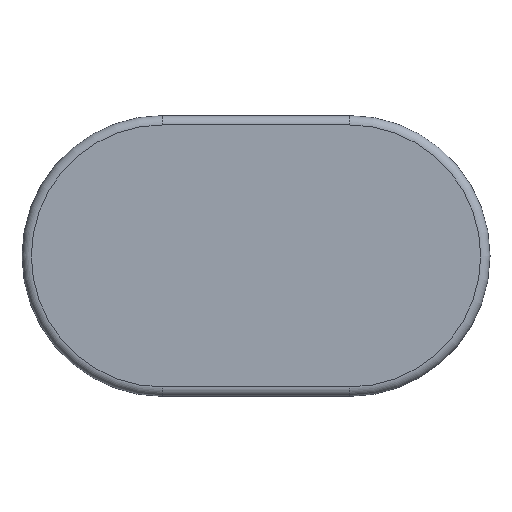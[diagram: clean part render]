
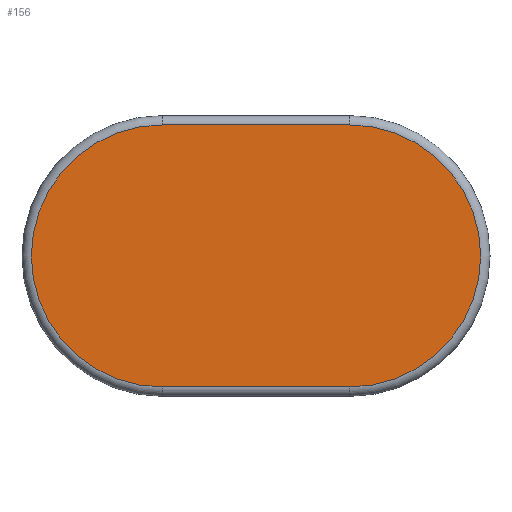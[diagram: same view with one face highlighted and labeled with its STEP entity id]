
A CAD part, top view. The second image highlights one B-rep face of the part: STEP entity #156.
In plain terms, the highlighted planar face has unit normal (0, 0, 1).
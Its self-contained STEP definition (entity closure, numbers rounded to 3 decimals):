
#156 = ADVANCED_FACE( '', ( #345 ), #346, .T. );
#345 = FACE_OUTER_BOUND( '', #570, .T. );
#346 = PLANE( '', #571 );
#570 = EDGE_LOOP( '', ( #947, #948, #949, #950 ) );
#571 = AXIS2_PLACEMENT_3D( '', #951, #952, #953 );
#947 = ORIENTED_EDGE( '', *, *, #1391, .T. );
#948 = ORIENTED_EDGE( '', *, *, #1401, .T. );
#949 = ORIENTED_EDGE( '', *, *, #1402, .T. );
#950 = ORIENTED_EDGE( '', *, *, #1403, .T. );
#951 = CARTESIAN_POINT( '', ( -10., 0., 17. ) );
#952 = DIRECTION( '', ( 0., 0., 1. ) );
#953 = DIRECTION( '', ( 1., 0., 0. ) );
#1391 = EDGE_CURVE( '', #1685, #1689, #1691, .T. );
#1401 = EDGE_CURVE( '', #1689, #1705, #1706, .T. );
#1402 = EDGE_CURVE( '', #1705, #1707, #1708, .T. );
#1403 = EDGE_CURVE( '', #1707, #1685, #1709, .T. );
#1685 = VERTEX_POINT( '', #2084 );
#1689 = VERTEX_POINT( '', #2088 );
#1691 = CIRCLE( '', #2090, 14. );
#1705 = VERTEX_POINT( '', #2108 );
#1706 = LINE( '', #2109, #2110 );
#1707 = VERTEX_POINT( '', #2111 );
#1708 = CIRCLE( '', #2112, 14. );
#1709 = LINE( '', #2113, #2114 );
#2084 = CARTESIAN_POINT( '', ( 10., -14., 17. ) );
#2088 = CARTESIAN_POINT( '', ( 10., 14., 17. ) );
#2090 = AXIS2_PLACEMENT_3D( '', #2373, #2374, #2375 );
#2108 = CARTESIAN_POINT( '', ( -10., 14., 17. ) );
#2109 = CARTESIAN_POINT( '', ( -10., 14., 17. ) );
#2110 = VECTOR( '', #2386, 1000. );
#2111 = CARTESIAN_POINT( '', ( -10., -14., 17. ) );
#2112 = AXIS2_PLACEMENT_3D( '', #2387, #2388, #2389 );
#2113 = CARTESIAN_POINT( '', ( 10., -14., 17. ) );
#2114 = VECTOR( '', #2390, 1000. );
#2373 = CARTESIAN_POINT( '', ( 10., 0., 17. ) );
#2374 = DIRECTION( '', ( 0., 0., 1. ) );
#2375 = DIRECTION( '', ( 1., 0., 0. ) );
#2386 = DIRECTION( '', ( -1., 0., 0. ) );
#2387 = CARTESIAN_POINT( '', ( -10., 0., 17. ) );
#2388 = DIRECTION( '', ( 0., 0., 1. ) );
#2389 = DIRECTION( '', ( 1., 0., 0. ) );
#2390 = DIRECTION( '', ( 1., 0., 0. ) );
